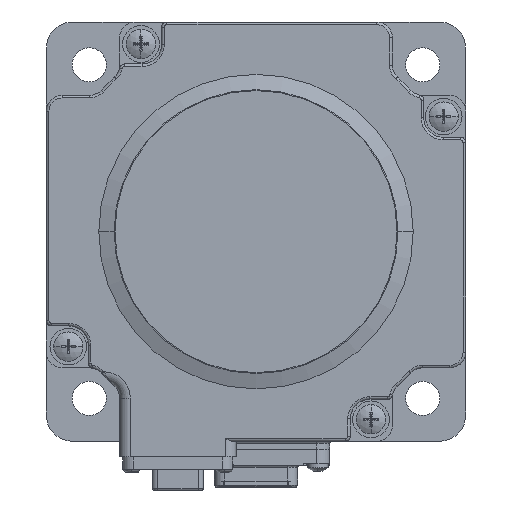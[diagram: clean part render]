
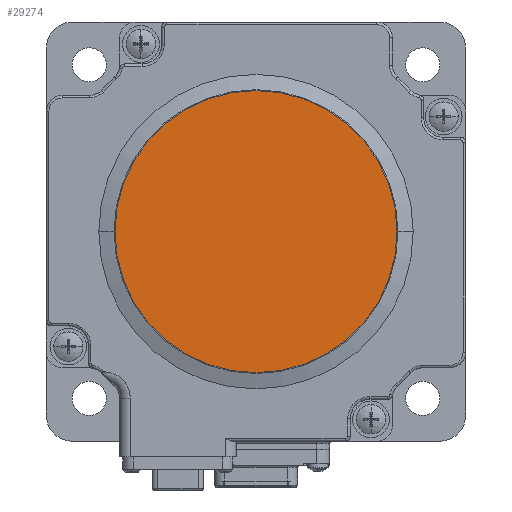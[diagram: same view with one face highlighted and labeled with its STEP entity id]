
A CAD part, front view. The second image highlights one B-rep face of the part: STEP entity #29274.
In plain terms, the highlighted planar face has unit normal (0, -1, 0).
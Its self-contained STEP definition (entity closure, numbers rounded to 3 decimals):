
#236 = CARTESIAN_POINT ( 'NONE',  ( -26.919, -153.738, 0. ) ) ;
#1785 = VERTEX_POINT ( 'NONE', #23326 ) ;
#1979 = DIRECTION ( 'NONE',  ( 0., -1., 0. ) ) ;
#2267 = DIRECTION ( 'NONE',  ( 1., 0., 0. ) ) ;
#2348 = AXIS2_PLACEMENT_3D ( 'NONE', #22500, #1979, #26706 ) ;
#5520 = CIRCLE ( 'NONE', #2348, 26.919 ) ;
#6896 = AXIS2_PLACEMENT_3D ( 'NONE', #22768, #15799, #2267 ) ;
#10062 = CARTESIAN_POINT ( 'NONE',  ( 0., -153.738, 0. ) ) ;
#10409 = ORIENTED_EDGE ( 'NONE', *, *, #15393, .T. ) ;
#12357 = ORIENTED_EDGE ( 'NONE', *, *, #23481, .T. ) ;
#13365 = FACE_OUTER_BOUND ( 'NONE', #19683, .T. ) ;
#15393 = EDGE_CURVE ( 'NONE', #1785, #22514, #5520, .T. ) ;
#15799 = DIRECTION ( 'NONE',  ( 0., -1., 0. ) ) ;
#16548 = PLANE ( 'NONE',  #25527 ) ;
#16995 = CIRCLE ( 'NONE', #6896, 26.919 ) ;
#19137 = DIRECTION ( 'NONE',  ( 1., 0., 0. ) ) ;
#19683 = EDGE_LOOP ( 'NONE', ( #10409, #12357 ) ) ;
#21302 = DIRECTION ( 'NONE',  ( 0., -1., 0. ) ) ;
#22500 = CARTESIAN_POINT ( 'NONE',  ( 0., -153.738, 0. ) ) ;
#22514 = VERTEX_POINT ( 'NONE', #236 ) ;
#22768 = CARTESIAN_POINT ( 'NONE',  ( 0., -153.738, 0. ) ) ;
#23326 = CARTESIAN_POINT ( 'NONE',  ( 26.919, -153.738, 0. ) ) ;
#23481 = EDGE_CURVE ( 'NONE', #22514, #1785, #16995, .T. ) ;
#25527 = AXIS2_PLACEMENT_3D ( 'NONE', #10062, #21302, #19137 ) ;
#26706 = DIRECTION ( 'NONE',  ( 1., 0., 0. ) ) ;
#29274 = ADVANCED_FACE ( 'NONE', ( #13365 ), #16548, .T. ) ;
